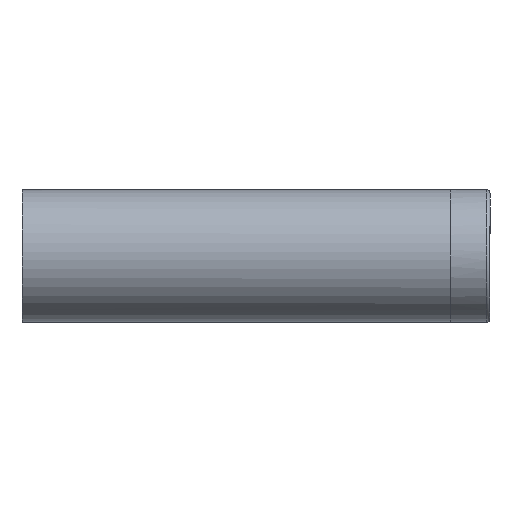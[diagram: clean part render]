
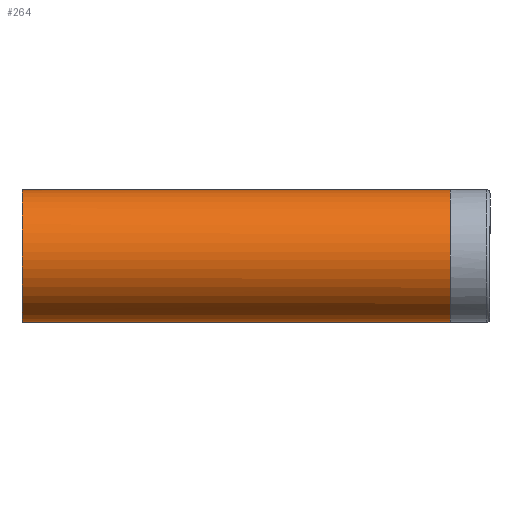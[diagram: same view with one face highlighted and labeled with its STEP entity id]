
A CAD part, left-side view. The second image highlights one B-rep face of the part: STEP entity #264.
In plain terms, the highlighted cylindrical face has radius 10 mm (diameter 20 mm), a partial arc.
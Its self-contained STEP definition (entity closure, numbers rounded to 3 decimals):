
#264=ADVANCED_FACE('',(#438),#2946,.T.);
#438=FACE_OUTER_BOUND('',#622,.T.);
#622=EDGE_LOOP('',(#1055,#1056,#1057,#1058));
#1055=ORIENTED_EDGE('',*,*,#1778,.T.);
#1056=ORIENTED_EDGE('',*,*,#1777,.F.);
#1057=ORIENTED_EDGE('',*,*,#1779,.T.);
#1058=ORIENTED_EDGE('',*,*,#1776,.F.);
#1776=EDGE_CURVE('',#2613,#2619,#2324,.T.);
#1777=EDGE_CURVE('',#2620,#2614,#2325,.T.);
#1778=EDGE_CURVE('',#2613,#2614,#2169,.T.);
#1779=EDGE_CURVE('',#2620,#2619,#2170,.T.);
#2169=(
BOUNDED_CURVE()
B_SPLINE_CURVE(2,(#4681,#4682,#4683,#4684,#4685),.UNSPECIFIED.,.F.,.F.)
B_SPLINE_CURVE_WITH_KNOTS((3,2,3),(-31.416,-15.708,0.),
 .UNSPECIFIED.)
CURVE()
GEOMETRIC_REPRESENTATION_ITEM()
RATIONAL_B_SPLINE_CURVE((1.,0.707,1.,0.707,1.))
REPRESENTATION_ITEM('')
);
#2170=(
BOUNDED_CURVE()
B_SPLINE_CURVE(2,(#4686,#4687,#4688,#4689,#4690),.UNSPECIFIED.,.F.,.F.)
B_SPLINE_CURVE_WITH_KNOTS((3,2,3),(-31.416,-15.708,0.),
 .UNSPECIFIED.)
CURVE()
GEOMETRIC_REPRESENTATION_ITEM()
RATIONAL_B_SPLINE_CURVE((1.,0.707,1.,0.707,1.))
REPRESENTATION_ITEM('')
);
#2324=B_SPLINE_CURVE_WITH_KNOTS('',1,(#4677,#4678),.UNSPECIFIED.,.F.,.F.,
(2,2),(-64.5,0.),.UNSPECIFIED.);
#2325=B_SPLINE_CURVE_WITH_KNOTS('',1,(#4679,#4680),.UNSPECIFIED.,.F.,.F.,
(2,2),(-64.5,0.),.UNSPECIFIED.);
#2613=VERTEX_POINT('',#4611);
#2614=VERTEX_POINT('',#4612);
#2619=VERTEX_POINT('',#4617);
#2620=VERTEX_POINT('',#4618);
#2946=CYLINDRICAL_SURFACE('',#3315,10.);
#3315=AXIS2_PLACEMENT_3D('',#4545,#3526,$);
#3526=DIRECTION('',(0.,0.,1.));
#4545=CARTESIAN_POINT('',(0.,-11.,0.));
#4611=CARTESIAN_POINT('',(-10.,-11.,-32.25));
#4612=CARTESIAN_POINT('',(10.,-11.,-32.25));
#4617=CARTESIAN_POINT('',(-10.,-11.,32.25));
#4618=CARTESIAN_POINT('',(10.,-11.,32.25));
#4677=CARTESIAN_POINT('',(-10.,-11.,-32.25));
#4678=CARTESIAN_POINT('',(-10.,-11.,32.25));
#4679=CARTESIAN_POINT('',(10.,-11.,32.25));
#4680=CARTESIAN_POINT('',(10.,-11.,-32.25));
#4681=CARTESIAN_POINT('',(-10.,-11.,-32.25));
#4682=CARTESIAN_POINT('',(-10.,-21.,-32.25));
#4683=CARTESIAN_POINT('',(0.,-21.,-32.25));
#4684=CARTESIAN_POINT('',(10.,-21.,-32.25));
#4685=CARTESIAN_POINT('',(10.,-11.,-32.25));
#4686=CARTESIAN_POINT('',(10.,-11.,32.25));
#4687=CARTESIAN_POINT('',(10.,-21.,32.25));
#4688=CARTESIAN_POINT('',(0.,-21.,32.25));
#4689=CARTESIAN_POINT('',(-10.,-21.,32.25));
#4690=CARTESIAN_POINT('',(-10.,-11.,32.25));
